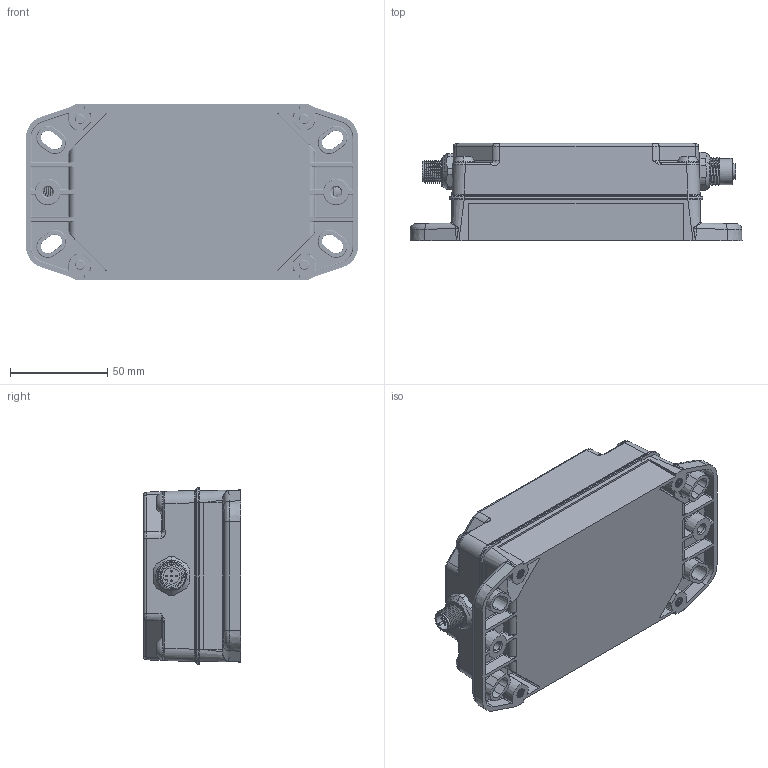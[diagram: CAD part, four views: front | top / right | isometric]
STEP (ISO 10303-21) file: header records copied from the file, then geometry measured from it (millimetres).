
FILE_DESCRIPTION((''),'2;1');
FILE_NAME('232619_SM01_ASM','2023-06-02T13:30:17',('banengservice'),('BANNER ENGINEERING'),'CREO PARAMETRIC BY PTC INC, 2022414','CREO PARAMETRIC BY PTC INC, 2022414','');
FILE_SCHEMA(('CONFIG_CONTROL_DESIGN'));
Products named in the file (2): 232619_EP01; 232619_SM01_ASM
Assembly tree (1 placements, depth 2):
  232619_SM01_ASM
    232619_EP01
Bounding box: 170.5 x 50 x 90.8 mm (x, y, z)
Volume: 540943.9 mm3; surface area: 79967.1 mm2
Topology: 1 solids, 1 shells, 1530 faces, 4019 edges, 2519 vertices
Faces by surface type: cylinder 613, plane 399, bspline 251, cone 142, sphere 76, torus 45, extrusion 4
Entity records: 156116 total; most frequent: CARTESIAN_POINT 120872, ORIENTED_EDGE 8038, DIRECTION 6374, EDGE_CURVE 4019, VERTEX_POINT 2519, AXIS2_PLACEMENT_3D 2394, EDGE_LOOP 1652, VECTOR 1586
